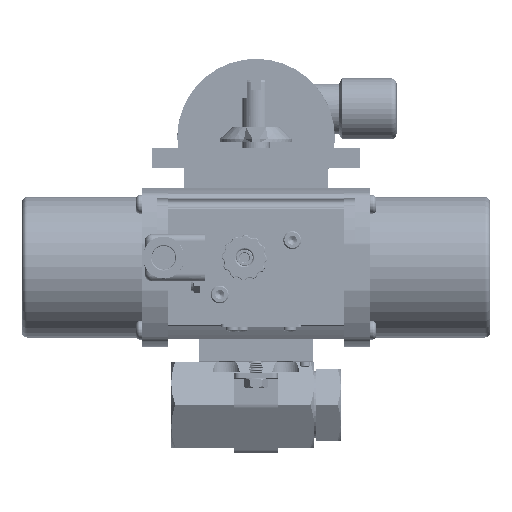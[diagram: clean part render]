
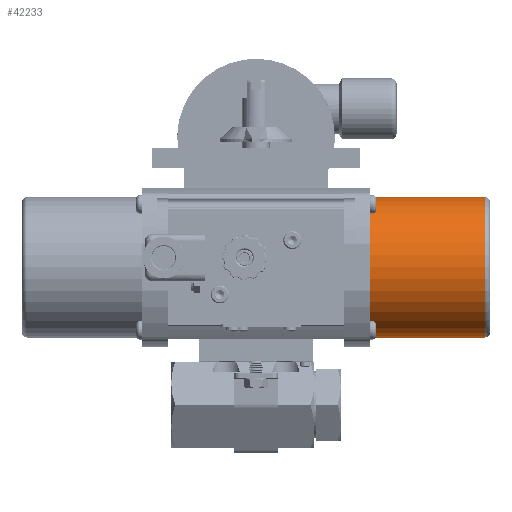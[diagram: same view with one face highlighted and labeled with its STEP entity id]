
A CAD part, top view. The second image highlights one B-rep face of the part: STEP entity #42233.
In plain terms, the highlighted cylindrical face has radius 30.963 mm (diameter 61.925 mm), a partial arc.
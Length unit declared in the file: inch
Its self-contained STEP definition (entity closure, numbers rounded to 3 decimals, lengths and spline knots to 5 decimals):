
#3715 = ORIENTED_EDGE ( 'NONE', *, *, #67175, .F. ) ;
#9548 = DIRECTION ( 'NONE',  ( -1., 0., 0. ) ) ;
#14724 = VERTEX_POINT ( 'NONE', #201883 ) ;
#22252 = CYLINDRICAL_SURFACE ( 'NONE', #122300, 1.219 ) ;
#24256 = VECTOR ( 'NONE', #9548, 39.37008 ) ;
#26240 = CARTESIAN_POINT ( 'NONE',  ( 3.9725, 1.167, 0. ) ) ;
#27560 = FACE_OUTER_BOUND ( 'NONE', #157552, .T. ) ;
#36236 = CARTESIAN_POINT ( 'NONE',  ( 1.7145, 1.167, 0. ) ) ;
#39178 = CIRCLE ( 'NONE', #178201, 1.219 ) ;
#42233 = ADVANCED_FACE ( 'NONE', ( #27560 ), #22252, .T. ) ;
#51589 = VERTEX_POINT ( 'NONE', #26240 ) ;
#63288 = DIRECTION ( 'NONE',  ( 1., 0., 0. ) ) ;
#67175 = EDGE_CURVE ( 'NONE', #51589, #196700, #213546, .T. ) ;
#67925 = DIRECTION ( 'NONE',  ( -1., 0., 0. ) ) ;
#82075 = DIRECTION ( 'NONE',  ( 0., 1., 0. ) ) ;
#92877 = EDGE_CURVE ( 'NONE', #51589, #14724, #200926, .T. ) ;
#99766 = CARTESIAN_POINT ( 'NONE',  ( 1.7145, 2.386, 0. ) ) ;
#106048 = EDGE_CURVE ( 'NONE', #14724, #153290, #114029, .T. ) ;
#114029 = LINE ( 'NONE', #211739, #24256 ) ;
#122300 = AXIS2_PLACEMENT_3D ( 'NONE', #99766, #200841, #82075 ) ;
#127799 = CARTESIAN_POINT ( 'NONE',  ( 1.8575, 3.605, 0. ) ) ;
#132080 = AXIS2_PLACEMENT_3D ( 'NONE', #169037, #67925, #185889 ) ;
#138464 = ORIENTED_EDGE ( 'NONE', *, *, #106048, .T. ) ;
#142731 = ORIENTED_EDGE ( 'NONE', *, *, #155366, .T. ) ;
#145442 = CARTESIAN_POINT ( 'NONE',  ( 1.8575, 1.167, 0. ) ) ;
#153290 = VERTEX_POINT ( 'NONE', #127799 ) ;
#154317 = DIRECTION ( 'NONE',  ( -1., 0., 0. ) ) ;
#155366 = EDGE_CURVE ( 'NONE', #153290, #196700, #39178, .T. ) ;
#157552 = EDGE_LOOP ( 'NONE', ( #3715, #158451, #138464, #142731 ) ) ;
#158451 = ORIENTED_EDGE ( 'NONE', *, *, #92877, .T. ) ;
#164341 = CARTESIAN_POINT ( 'NONE',  ( 1.8575, 2.386, 0. ) ) ;
#168761 = VECTOR ( 'NONE', #154317, 39.37008 ) ;
#169037 = CARTESIAN_POINT ( 'NONE',  ( 3.9725, 2.386, 0. ) ) ;
#178201 = AXIS2_PLACEMENT_3D ( 'NONE', #164341, #63288, #181227 ) ;
#181227 = DIRECTION ( 'NONE',  ( 0., -1., 0. ) ) ;
#185889 = DIRECTION ( 'NONE',  ( 0., -1., 0. ) ) ;
#196700 = VERTEX_POINT ( 'NONE', #145442 ) ;
#200841 = DIRECTION ( 'NONE',  ( -1., 0., 0. ) ) ;
#200926 = CIRCLE ( 'NONE', #132080, 1.219 ) ;
#201883 = CARTESIAN_POINT ( 'NONE',  ( 3.9725, 3.605, 0. ) ) ;
#211739 = CARTESIAN_POINT ( 'NONE',  ( 1.7145, 3.605, 0. ) ) ;
#213546 = LINE ( 'NONE', #36236, #168761 ) ;
